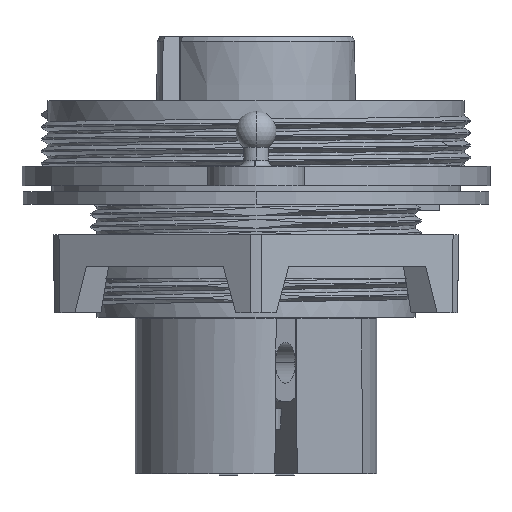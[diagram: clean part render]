
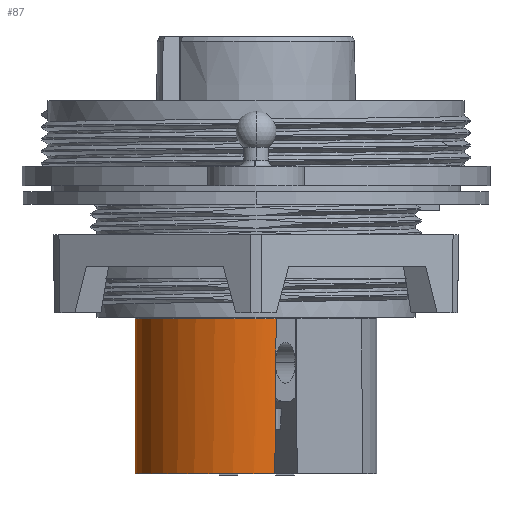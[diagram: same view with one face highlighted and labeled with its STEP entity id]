
A CAD part, front view. The second image highlights one B-rep face of the part: STEP entity #87.
In plain terms, the highlighted cylindrical face has radius 9.845 mm (diameter 19.69 mm), a partial arc.
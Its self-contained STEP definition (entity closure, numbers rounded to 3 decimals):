
#87=ADVANCED_FACE('',(#897),#898,.T.);
#897=FACE_OUTER_BOUND('',#2508,.T.);
#898=CYLINDRICAL_SURFACE('',#2509,9.845);
#2508=EDGE_LOOP('',(#7438,#7439,#7440,#7441,#7442));
#2509=AXIS2_PLACEMENT_3D('',#7443,#7444,#7445);
#7438=ORIENTED_EDGE('',*,*,#13710,.F.);
#7439=ORIENTED_EDGE('',*,*,#13711,.F.);
#7440=ORIENTED_EDGE('',*,*,#13712,.F.);
#7441=ORIENTED_EDGE('',*,*,#13713,.T.);
#7442=ORIENTED_EDGE('',*,*,#13714,.T.);
#7443=CARTESIAN_POINT('',(0.0,0.0,-10.85));
#7444=DIRECTION('',(-0.0,0.0,1.0));
#7445=DIRECTION('',(1.0,0.0,0.0));
#13710=EDGE_CURVE('',#15922,#15923,#15924,.T.);
#13711=EDGE_CURVE('',#15925,#15922,#15926,.T.);
#13712=EDGE_CURVE('',#15927,#15925,#15928,.T.);
#13713=EDGE_CURVE('',#15927,#15929,#15930,.T.);
#13714=EDGE_CURVE('',#15929,#15923,#15931,.T.);
#15922=VERTEX_POINT('',#20264);
#15923=VERTEX_POINT('',#20265);
#15924=LINE('',#20266,#20267);
#15925=VERTEX_POINT('',#20268);
#15926=CIRCLE('',#20269,9.845);
#15927=VERTEX_POINT('',#20270);
#15928=B_SPLINE_CURVE_WITH_KNOTS('',3,(#20271,#20272,#20273,#20274),.UNSPECIFIED.,.F.,.F.,(4,4),(0.0,1.0),.UNSPECIFIED.);
#15929=VERTEX_POINT('',#20275);
#15930=CIRCLE('',#20276,9.845);
#15931=CIRCLE('',#20277,9.845);
#20264=CARTESIAN_POINT('',(-9.845,0.,-23.45));
#20265=CARTESIAN_POINT('',(-9.845,0.,-10.85));
#20266=CARTESIAN_POINT('',(-9.845,0.,-10.85));
#20267=VECTOR('',#30286,1.0);
#20268=CARTESIAN_POINT('',(1.532,-9.725,-23.45));
#20269=AXIS2_PLACEMENT_3D('',#30287,#30288,#30289);
#20270=CARTESIAN_POINT('',(1.642,-9.707,-10.85));
#20271=CARTESIAN_POINT('',(1.642,-9.707,-10.85));
#20272=CARTESIAN_POINT('',(1.606,-9.713,-15.05));
#20273=CARTESIAN_POINT('',(1.569,-9.719,-19.25));
#20274=CARTESIAN_POINT('',(1.532,-9.725,-23.45));
#20275=CARTESIAN_POINT('',(0.,-9.845,-10.85));
#20276=AXIS2_PLACEMENT_3D('',#30290,#30291,#30292);
#20277=AXIS2_PLACEMENT_3D('',#30293,#30294,#30295);
#30286=DIRECTION('',(0.0,0.0,1.0));
#30287=CARTESIAN_POINT('',(0.0,0.0,-23.45));
#30288=DIRECTION('',(0.0,0.0,-1.0));
#30289=DIRECTION('',(0.156,-0.988,0.0));
#30290=CARTESIAN_POINT('',(0.0,0.0,-10.85));
#30291=DIRECTION('',(0.0,0.0,-1.0));
#30292=DIRECTION('',(0.167,-0.986,0.0));
#30293=CARTESIAN_POINT('',(0.0,0.0,-10.85));
#30294=DIRECTION('',(0.0,0.0,-1.0));
#30295=DIRECTION('',(0.,-1.0,0.0));
